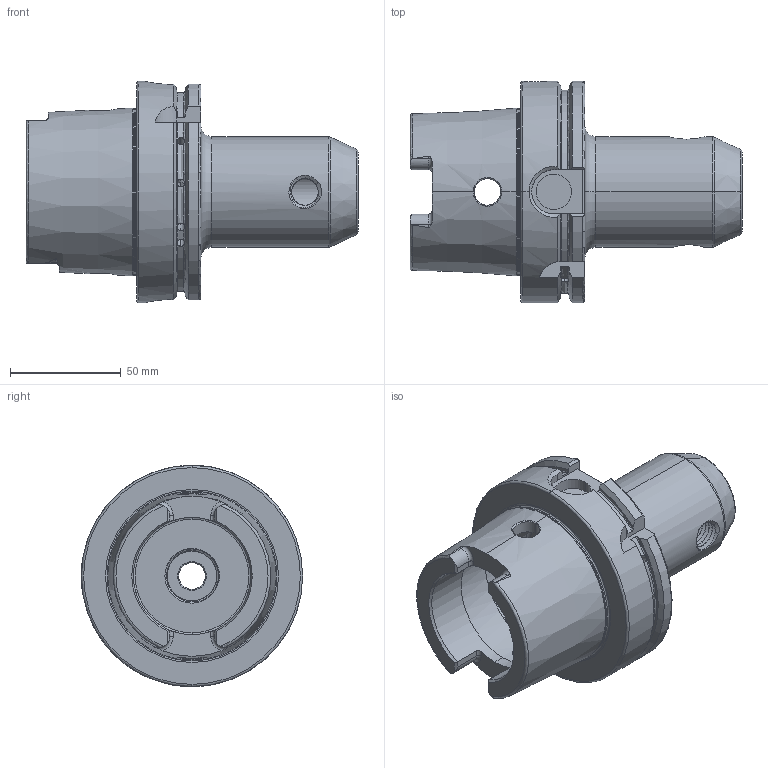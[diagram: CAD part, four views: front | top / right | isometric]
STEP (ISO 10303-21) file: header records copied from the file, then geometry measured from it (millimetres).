
FILE_DESCRIPTION (( 'STEP AP203' ), '1' );
FILE_NAME ('A100.04.18.K.STEP', '2016-10-07T07:22:00', ( '' ), ( '' ), 'SwSTEP 2.0', 'SolidWorks 2012', '' );
FILE_SCHEMA (( 'CONFIG_CONTROL_DESIGN' ));
Length unit declared in the file: millimetre
Products named in the file (1): A100.04.18.K
Bounding box: 150 x 100 x 100 mm (x, y, z)
Volume: 366609.2 mm3; surface area: 66561.8 mm2
Topology: 1 solids, 1 shells, 251 faces, 680 edges, 431 vertices
Faces by surface type: cylinder 105, plane 49, torus 37, cone 34, bspline 24, sphere 2
Entity records: 26451 total; most frequent: CARTESIAN_POINT 20614, ORIENTED_EDGE 1340, DIRECTION 1057, EDGE_CURVE 670, AXIS2_PLACEMENT_3D 433, VERTEX_POINT 431, EDGE_LOOP 269, FACE_OUTER_BOUND 251
